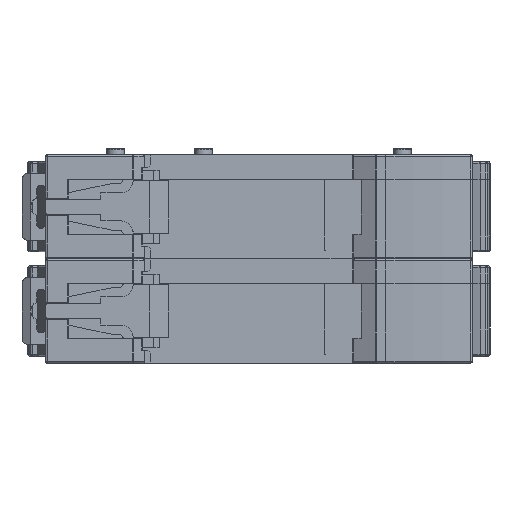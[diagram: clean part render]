
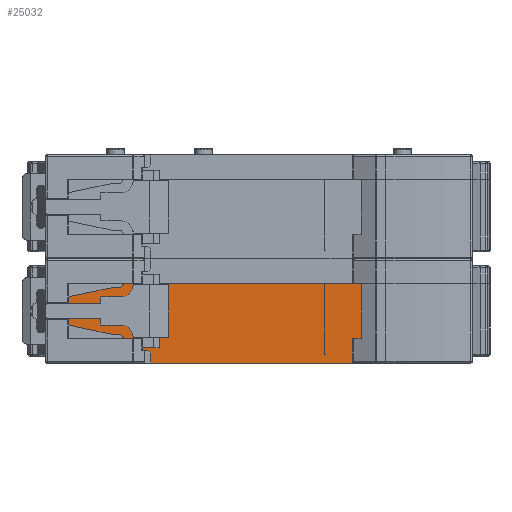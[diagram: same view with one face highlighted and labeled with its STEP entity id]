
A CAD part, front view. The second image highlights one B-rep face of the part: STEP entity #25032.
In plain terms, the highlighted planar face has unit normal (0, -1, 0).
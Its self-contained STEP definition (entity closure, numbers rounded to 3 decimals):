
#6129=DIRECTION('',(-1.,0.,0.));
#6130=VECTOR('',#6129,5.8);
#6131=CARTESIAN_POINT('',(-30.7,5.5,2.9));
#6132=LINE('',#6131,#6130);
#6178=DIRECTION('',(-1.,0.,0.));
#6179=VECTOR('',#6178,36.3);
#6180=CARTESIAN_POINT('',(17.8,5.5,0.));
#6181=LINE('',#6180,#6179);
#6185=DIRECTION('',(0.,0.,1.));
#6186=VECTOR('',#6185,1.7);
#6187=CARTESIAN_POINT('',(-18.5,5.5,0.));
#6188=LINE('',#6187,#6186);
#6192=DIRECTION('',(0.707,0.,-0.707));
#6193=VECTOR('',#6192,0.707);
#6194=CARTESIAN_POINT('',(-19.,5.5,2.2));
#6195=LINE('',#6194,#6193);
#6199=DIRECTION('',(1.,0.,0.));
#6200=VECTOR('',#6199,3.);
#6201=CARTESIAN_POINT('',(-22.,5.5,2.2));
#6202=LINE('',#6201,#6200);
#6206=DIRECTION('',(0.,0.,1.));
#6207=VECTOR('',#6206,0.5);
#6208=CARTESIAN_POINT('',(-22.,5.5,1.7));
#6209=LINE('',#6208,#6207);
#6213=DIRECTION('',(0.707,0.,0.707));
#6214=VECTOR('',#6213,0.707);
#6215=CARTESIAN_POINT('',(-22.5,5.5,1.2));
#6216=LINE('',#6215,#6214);
#6220=DIRECTION('',(0.928,0.,-0.371));
#6221=VECTOR('',#6220,3.231);
#6222=CARTESIAN_POINT('',(-25.5,5.5,2.4));
#6223=LINE('',#6222,#6221);
#6227=DIRECTION('',(1.,0.,0.));
#6228=VECTOR('',#6227,0.5);
#6229=CARTESIAN_POINT('',(-26.,5.5,2.4));
#6230=LINE('',#6229,#6228);
#6234=DIRECTION('',(0.857,0.,0.514));
#6235=VECTOR('',#6234,2.332);
#6236=CARTESIAN_POINT('',(-28.,5.5,1.2));
#6237=LINE('',#6236,#6235);
#6241=DIRECTION('',(0.846,0.,-0.533));
#6242=VECTOR('',#6241,3.191);
#6243=CARTESIAN_POINT('',(-30.7,5.5,2.9));
#6244=LINE('',#6243,#6242);
#6248=DIRECTION('',(1.,0.,0.));
#6249=VECTOR('',#6248,54.);
#6250=CARTESIAN_POINT('',(-36.5,5.5,13.6));
#6251=LINE('',#6250,#6249);
#6262=DIRECTION('',(0.,0.,1.));
#6263=VECTOR('',#6262,13.3);
#6264=CARTESIAN_POINT('',(17.5,5.5,0.3));
#6265=LINE('',#6264,#6263);
#6291=CARTESIAN_POINT('',(17.8,5.5,0.3));
#6292=DIRECTION('',(0.,1.,0.));
#6293=DIRECTION('',(0.,0.,-1.));
#6294=AXIS2_PLACEMENT_3D('',#6291,#6292,#6293);
#14582=DIRECTION('',(0.,0.,-1.));
#14583=VECTOR('',#14582,10.7);
#14584=CARTESIAN_POINT('',(-36.5,5.5,13.6));
#14585=LINE('',#14584,#14583);
#16661=CARTESIAN_POINT('',(-18.5,5.5,0.));
#16663=VERTEX_POINT('',#16661);
#16668=CARTESIAN_POINT('',(-36.5,5.5,2.9));
#16670=VERTEX_POINT('',#16668);
#16673=CARTESIAN_POINT('',(-36.5,5.5,13.6));
#16675=VERTEX_POINT('',#16673);
#17570=CARTESIAN_POINT('',(17.5,5.5,0.3));
#17572=VERTEX_POINT('',#17570);
#17574=CARTESIAN_POINT('',(17.8,5.5,0.));
#17576=VERTEX_POINT('',#17574);
#17795=CARTESIAN_POINT('',(17.5,5.5,13.6));
#17796=VERTEX_POINT('',#17795);
#18593=CARTESIAN_POINT('',(-28.,5.5,1.2));
#18594=CARTESIAN_POINT('',(-26.,5.5,2.4));
#18595=VERTEX_POINT('',#18593);
#18596=VERTEX_POINT('',#18594);
#18597=CARTESIAN_POINT('',(-25.5,5.5,2.4));
#18598=VERTEX_POINT('',#18597);
#18599=CARTESIAN_POINT('',(-22.5,5.5,1.2));
#18600=VERTEX_POINT('',#18599);
#18601=CARTESIAN_POINT('',(-22.,5.5,1.7));
#18602=VERTEX_POINT('',#18601);
#18603=CARTESIAN_POINT('',(-22.,5.5,2.2));
#18604=VERTEX_POINT('',#18603);
#18605=CARTESIAN_POINT('',(-19.,5.5,2.2));
#18606=VERTEX_POINT('',#18605);
#18619=CARTESIAN_POINT('',(-30.7,5.5,2.9));
#18620=VERTEX_POINT('',#18619);
#18621=CARTESIAN_POINT('',(-18.5,5.5,1.7));
#18622=VERTEX_POINT('',#18621);
#24998=CARTESIAN_POINT('',(-18.5,5.5,0.));
#24999=DIRECTION('',(0.,-1.,0.));
#25000=DIRECTION('',(1.,0.,0.));
#25001=AXIS2_PLACEMENT_3D('',#24998,#24999,#25000);
#25002=PLANE('',#25001);
#25004=ORIENTED_EDGE('',*,*,#25003,.F.);
#25006=ORIENTED_EDGE('',*,*,#25005,.F.);
#25007=ORIENTED_EDGE('',*,*,#19464,.T.);
#25009=ORIENTED_EDGE('',*,*,#25008,.T.);
#25011=ORIENTED_EDGE('',*,*,#25010,.F.);
#25013=ORIENTED_EDGE('',*,*,#25012,.F.);
#25015=ORIENTED_EDGE('',*,*,#25014,.F.);
#25017=ORIENTED_EDGE('',*,*,#25016,.F.);
#25019=ORIENTED_EDGE('',*,*,#25018,.F.);
#25021=ORIENTED_EDGE('',*,*,#25020,.F.);
#25023=ORIENTED_EDGE('',*,*,#25022,.F.);
#25024=ORIENTED_EDGE('',*,*,#24981,.F.);
#25025=ORIENTED_EDGE('',*,*,#24896,.T.);
#25027=ORIENTED_EDGE('',*,*,#25026,.F.);
#25029=ORIENTED_EDGE('',*,*,#25028,.T.);
#25030=EDGE_LOOP('',(#25004,#25006,#25007,#25009,#25011,#25013,#25015,#25017,
#25019,#25021,#25023,#25024,#25025,#25027,#25029));
#25031=FACE_OUTER_BOUND('',#25030,.F.);
#25032=ADVANCED_FACE('',(#25031),#25002,.T.);
#6295=CIRCLE('',#6294,0.3);
#19464=EDGE_CURVE('',#17576,#16663,#6181,.T.);
#24896=EDGE_CURVE('',#18620,#16670,#6132,.T.);
#24981=EDGE_CURVE('',#18620,#18595,#6244,.T.);
#25003=EDGE_CURVE('',#17572,#17796,#6265,.T.);
#25005=EDGE_CURVE('',#17576,#17572,#6295,.T.);
#25008=EDGE_CURVE('',#16663,#18622,#6188,.T.);
#25010=EDGE_CURVE('',#18606,#18622,#6195,.T.);
#25012=EDGE_CURVE('',#18604,#18606,#6202,.T.);
#25014=EDGE_CURVE('',#18602,#18604,#6209,.T.);
#25016=EDGE_CURVE('',#18600,#18602,#6216,.T.);
#25018=EDGE_CURVE('',#18598,#18600,#6223,.T.);
#25020=EDGE_CURVE('',#18596,#18598,#6230,.T.);
#25022=EDGE_CURVE('',#18595,#18596,#6237,.T.);
#25026=EDGE_CURVE('',#16675,#16670,#14585,.T.);
#25028=EDGE_CURVE('',#16675,#17796,#6251,.T.);
